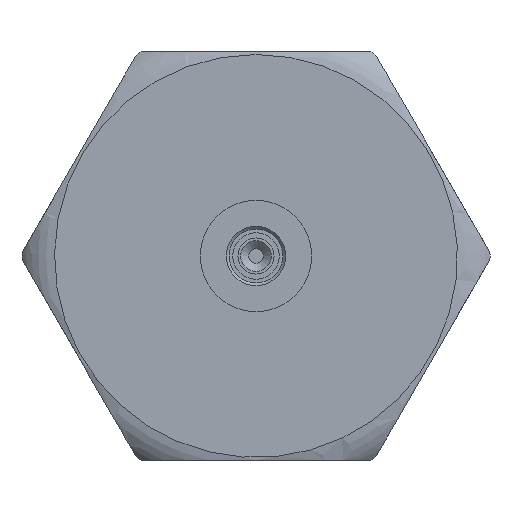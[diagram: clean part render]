
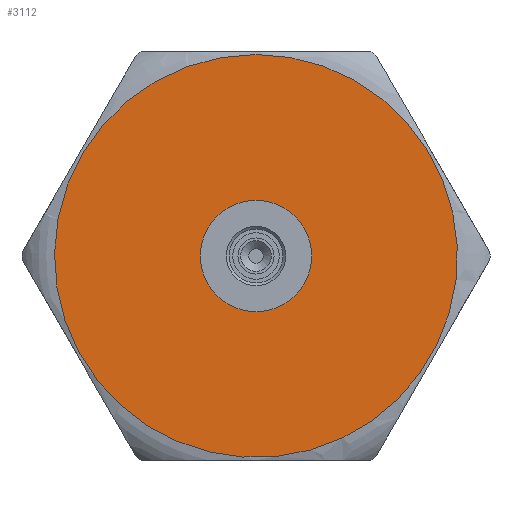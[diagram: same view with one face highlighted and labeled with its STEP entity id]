
A CAD part, left-side view. The second image highlights one B-rep face of the part: STEP entity #3112.
In plain terms, the highlighted planar face has unit normal (-1, 0, 0).
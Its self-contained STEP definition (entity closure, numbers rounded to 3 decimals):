
#835=ORIENTED_EDGE('',*,*,#1676,.F.);
#836=ORIENTED_EDGE('',*,*,#1675,.F.);
#1675=EDGE_CURVE('',#2074,#2074,#2316,.F.);
#1676=EDGE_CURVE('',#2075,#2075,#2317,.T.);
#2074=VERTEX_POINT('',#12019);
#2075=VERTEX_POINT('',#12022);
#2316=CIRCLE('',#3428,5.424);
#2317=CIRCLE('',#3430,1.5);
#2484=EDGE_LOOP('',(#835));
#2485=EDGE_LOOP('',(#836));
#2755=FACE_BOUND('',#2484,.T.);
#2756=FACE_BOUND('',#2485,.T.);
#3002=PLANE('',#3429);
#3112=ADVANCED_FACE('',(#2755,#2756),#3002,.T.);
#3428=AXIS2_PLACEMENT_3D('',#12018,#3895,#3896);
#3429=AXIS2_PLACEMENT_3D('',#12020,#3897,#3898);
#3430=AXIS2_PLACEMENT_3D('',#12021,#3899,#3900);
#3895=DIRECTION('',(-1.,0.,0.));
#3896=DIRECTION('',(0.,0.,1.));
#3897=DIRECTION('',(-1.,0.,0.));
#3898=DIRECTION('',(0.,0.,1.));
#3899=DIRECTION('',(-1.,0.,0.));
#3900=DIRECTION('',(0.,0.,1.));
#12018=CARTESIAN_POINT('',(-2.2,0.,0.));
#12019=CARTESIAN_POINT('',(-2.2,0.,5.424));
#12020=CARTESIAN_POINT('',(-2.2,0.,0.));
#12021=CARTESIAN_POINT('',(-2.2,0.,0.));
#12022=CARTESIAN_POINT('',(-2.2,0.,1.5));
